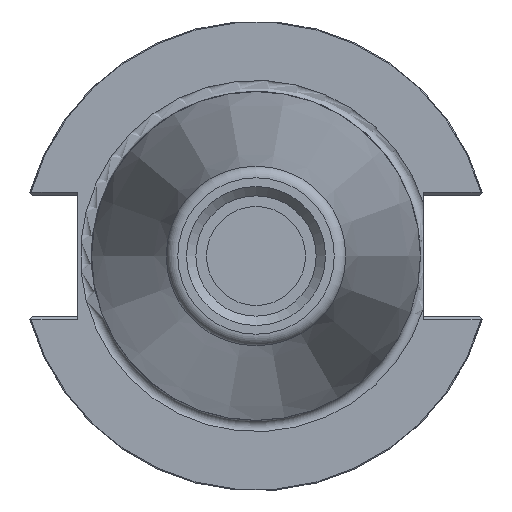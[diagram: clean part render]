
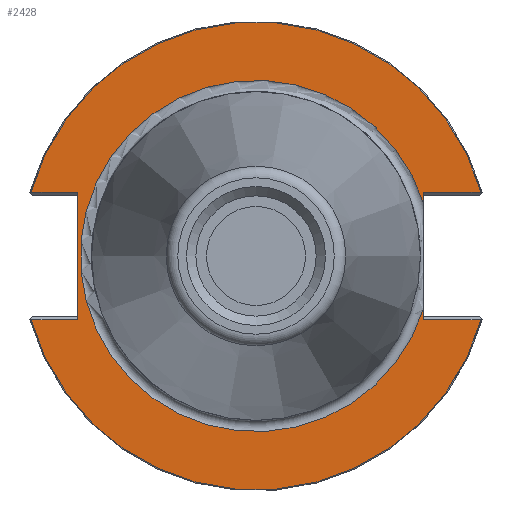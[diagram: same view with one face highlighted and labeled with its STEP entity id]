
A CAD part, left-side view. The second image highlights one B-rep face of the part: STEP entity #2428.
In plain terms, the highlighted planar face has unit normal (-1, 0, 0).
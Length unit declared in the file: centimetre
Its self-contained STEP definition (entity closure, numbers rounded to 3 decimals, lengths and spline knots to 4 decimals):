
#147=LINE('',#3653,#320);
#177=LINE('',#4397,#350);
#182=LINE('',#4407,#355);
#186=LINE('',#4453,#359);
#187=LINE('',#4459,#360);
#188=LINE('',#4461,#361);
#189=LINE('',#4462,#362);
#320=VECTOR('',#2772,0.6304);
#350=VECTOR('',#2914,0.6304);
#355=VECTOR('',#2925,1.7177);
#359=VECTOR('',#2937,0.7828);
#360=VECTOR('',#2946,0.1336);
#361=VECTOR('',#2947,0.1336);
#362=VECTOR('',#2948,0.7828);
#620=FACE_OUTER_BOUND('',#779,.T.);
#779=EDGE_LOOP('',(#1807,#1808,#1809,#1810,#1811,#1812,#1813,#1814,#1815,
#1816));
#911=CIRCLE('',#2587,2.3741);
#912=CIRCLE('',#2591,3.1623);
#913=CIRCLE('',#2593,3.1623);
#998=VERTEX_POINT('',#3643);
#999=VERTEX_POINT('',#3652);
#1057=VERTEX_POINT('',#4384);
#1059=VERTEX_POINT('',#4395);
#1062=VERTEX_POINT('',#4410);
#1063=VERTEX_POINT('',#4411);
#1065=VERTEX_POINT('',#4442);
#1066=VERTEX_POINT('',#4451);
#1067=VERTEX_POINT('',#4457);
#1068=VERTEX_POINT('',#4460);
#1231=EDGE_CURVE('',#998,#999,#147,.T.);
#1327=EDGE_CURVE('',#1059,#1057,#177,.T.);
#1332=EDGE_CURVE('',#999,#1059,#182,.T.);
#1335=EDGE_CURVE('',#1063,#1062,#911,.T.);
#1340=EDGE_CURVE('',#1065,#1066,#186,.T.);
#1341=EDGE_CURVE('',#1065,#998,#912,.T.);
#1342=EDGE_CURVE('',#1057,#1067,#913,.T.);
#1343=EDGE_CURVE('',#1066,#1063,#187,.T.);
#1344=EDGE_CURVE('',#1062,#1068,#188,.T.);
#1345=EDGE_CURVE('',#1068,#1067,#189,.T.);
#1807=ORIENTED_EDGE('',*,*,#1342,.F.);
#1808=ORIENTED_EDGE('',*,*,#1327,.F.);
#1809=ORIENTED_EDGE('',*,*,#1332,.F.);
#1810=ORIENTED_EDGE('',*,*,#1231,.F.);
#1811=ORIENTED_EDGE('',*,*,#1341,.F.);
#1812=ORIENTED_EDGE('',*,*,#1340,.T.);
#1813=ORIENTED_EDGE('',*,*,#1343,.T.);
#1814=ORIENTED_EDGE('',*,*,#1335,.T.);
#1815=ORIENTED_EDGE('',*,*,#1344,.T.);
#1816=ORIENTED_EDGE('',*,*,#1345,.T.);
#2163=PLANE('',#2592);
#2428=ADVANCED_FACE('',(#620),#2163,.T.);
#2587=AXIS2_PLACEMENT_3D('',#4431,#2929,#2930);
#2591=AXIS2_PLACEMENT_3D('',#4455,#2940,#2941);
#2592=AXIS2_PLACEMENT_3D('',#4456,#2942,#2943);
#2593=AXIS2_PLACEMENT_3D('',#4458,#2944,#2945);
#2772=DIRECTION('',(0.,-1.,0.));
#2914=DIRECTION('',(0.,1.,0.));
#2925=DIRECTION('',(0.,0.,1.));
#2929=DIRECTION('center_axis',(1.,0.,0.));
#2930=DIRECTION('ref_axis',(0.,0.,1.));
#2937=DIRECTION('',(0.,1.,0.));
#2940=DIRECTION('center_axis',(1.,0.,0.));
#2941=DIRECTION('ref_axis',(0.,0.,
-1.));
#2942=DIRECTION('center_axis',(-1.,0.,0.));
#2943=DIRECTION('ref_axis',(0.,0.,1.));
#2944=DIRECTION('center_axis',(1.,0.,0.));
#2945=DIRECTION('ref_axis',(0.,0.,
1.));
#2946=DIRECTION('',(0.,0.,1.));
#2947=DIRECTION('',(0.,0.,1.));
#2948=DIRECTION('',(0.,-1.,0.));
#3643=CARTESIAN_POINT('',(1.8094,3.4947,-0.8588));
#3652=CARTESIAN_POINT('',(1.8094,2.8642,-0.8588));
#3653=CARTESIAN_POINT('',(1.8094,1.1561,-0.8588));
#4384=CARTESIAN_POINT('',(1.8094,3.4947,0.8588));
#4395=CARTESIAN_POINT('',(1.8094,2.8642,0.8588));
#4397=CARTESIAN_POINT('',(1.8094,0.5211,0.8588));
#4407=CARTESIAN_POINT('',(1.8094,2.8642,-0.8588));
#4410=CARTESIAN_POINT('',(1.8094,-1.8094,0.7252));
#4411=CARTESIAN_POINT('',(1.8094,-1.8094,-0.7252));
#4431=CARTESIAN_POINT('Origin',(1.8094,0.4512,0.));
#4442=CARTESIAN_POINT('',(1.8094,-2.5922,-0.8588));
#4451=CARTESIAN_POINT('',(1.8094,-1.8094,-0.8588));
#4453=CARTESIAN_POINT('',(1.8094,-1.8411,-0.8588));
#4455=CARTESIAN_POINT('Origin',(1.8094,0.4512,0.));
#4456=CARTESIAN_POINT('Origin',(1.8094,-1.7713,0.));
#4457=CARTESIAN_POINT('',(1.8094,-2.5922,0.8588));
#4458=CARTESIAN_POINT('Origin',(1.8094,0.4512,0.));
#4459=CARTESIAN_POINT('',(1.8094,-1.8094,0.));
#4460=CARTESIAN_POINT('',(1.8094,-1.8094,0.8588));
#4461=CARTESIAN_POINT('',(1.8094,-1.8094,0.));
#4462=CARTESIAN_POINT('',(1.8094,-1.8411,0.8588));
